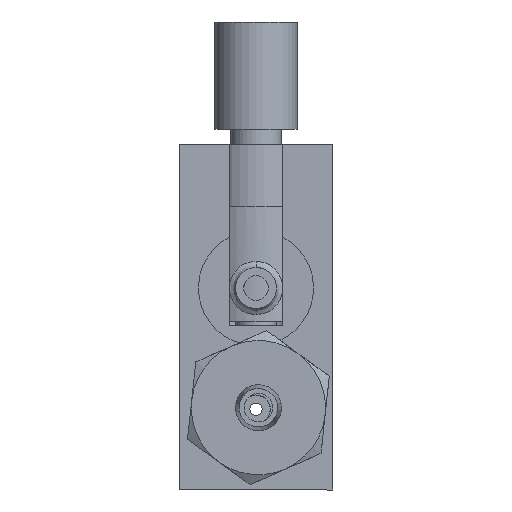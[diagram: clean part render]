
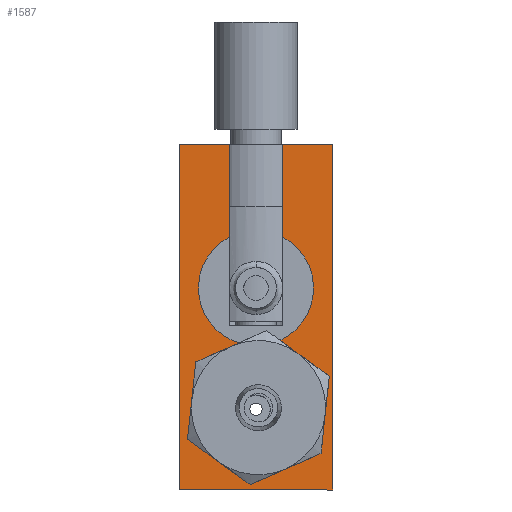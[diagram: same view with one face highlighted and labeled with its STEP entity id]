
A CAD part, front view. The second image highlights one B-rep face of the part: STEP entity #1587.
In plain terms, the highlighted planar face has unit normal (0, -1, 0).
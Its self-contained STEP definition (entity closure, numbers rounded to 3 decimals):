
#148=FACE_BOUND('',#323,.T.);
#179=PLANE('',#1744);
#220=FACE_OUTER_BOUND('',#322,.T.);
#322=EDGE_LOOP('',(#1119,#1120,#1121,#1122,#1123,#1124,#1125,#1126));
#323=EDGE_LOOP('',(#1127,#1128));
#445=LINE('',#2440,#515);
#447=LINE('',#2446,#517);
#451=LINE('',#2452,#521);
#454=LINE('',#2465,#524);
#455=LINE('',#2467,#525);
#457=LINE('',#2473,#527);
#458=LINE('',#2474,#528);
#515=VECTOR('',#1956,10.);
#517=VECTOR('',#1960,10.);
#521=VECTOR('',#1966,10.);
#524=VECTOR('',#1979,10.);
#525=VECTOR('',#1980,10.);
#527=VECTOR('',#1986,10.);
#528=VECTOR('',#1987,10.);
#588=CIRCLE('',#1745,4.763);
#589=CIRCLE('',#1746,4.216);
#590=CIRCLE('',#1747,4.216);
#685=VERTEX_POINT('',#2433);
#688=VERTEX_POINT('',#2438);
#690=VERTEX_POINT('',#2443);
#691=VERTEX_POINT('',#2445);
#697=VERTEX_POINT('',#2463);
#698=VERTEX_POINT('',#2466);
#699=VERTEX_POINT('',#2470);
#700=VERTEX_POINT('',#2471);
#701=VERTEX_POINT('',#2475);
#702=VERTEX_POINT('',#2476);
#854=EDGE_CURVE('',#688,#685,#445,.T.);
#856=EDGE_CURVE('',#691,#690,#447,.T.);
#860=EDGE_CURVE('',#690,#685,#451,.T.);
#866=EDGE_CURVE('',#697,#688,#454,.T.);
#867=EDGE_CURVE('',#691,#698,#455,.T.);
#869=EDGE_CURVE('',#699,#700,#588,.T.);
#870=EDGE_CURVE('',#700,#698,#457,.T.);
#871=EDGE_CURVE('',#697,#699,#458,.T.);
#872=EDGE_CURVE('',#701,#702,#589,.T.);
#873=EDGE_CURVE('',#702,#701,#590,.T.);
#1119=ORIENTED_EDGE('',*,*,#869,.T.);
#1120=ORIENTED_EDGE('',*,*,#870,.T.);
#1121=ORIENTED_EDGE('',*,*,#867,.F.);
#1122=ORIENTED_EDGE('',*,*,#856,.T.);
#1123=ORIENTED_EDGE('',*,*,#860,.T.);
#1124=ORIENTED_EDGE('',*,*,#854,.F.);
#1125=ORIENTED_EDGE('',*,*,#866,.F.);
#1126=ORIENTED_EDGE('',*,*,#871,.T.);
#1127=ORIENTED_EDGE('',*,*,#872,.T.);
#1128=ORIENTED_EDGE('',*,*,#873,.T.);
#1587=ADVANCED_FACE('',(#220,#148),#179,.T.);
#1744=AXIS2_PLACEMENT_3D('',#2469,#1982,#1983);
#1745=AXIS2_PLACEMENT_3D('',#2472,#1984,#1985);
#1746=AXIS2_PLACEMENT_3D('',#2477,#1988,#1989);
#1747=AXIS2_PLACEMENT_3D('',#2478,#1990,#1991);
#1956=DIRECTION('',(0.,0.,-1.));
#1960=DIRECTION('',(0.,0.,-1.));
#1966=DIRECTION('',(1.,0.,0.));
#1979=DIRECTION('',(1.,0.,0.));
#1980=DIRECTION('',(1.,0.,0.));
#1982=DIRECTION('center_axis',(0.,-1.,0.));
#1983=DIRECTION('ref_axis',(0.,0.,-1.));
#1984=DIRECTION('center_axis',(0.,1.,0.));
#1985=DIRECTION('ref_axis',(0.,0.,-1.));
#1986=DIRECTION('',(0.,0.,1.));
#1987=DIRECTION('',(0.,0.,-1.));
#1988=DIRECTION('center_axis',(0.,1.,0.));
#1989=DIRECTION('ref_axis',(-1.,0.,0.));
#1990=DIRECTION('center_axis',(0.,1.,0.));
#1991=DIRECTION('ref_axis',(-1.,0.,0.));
#2433=CARTESIAN_POINT('',(0.,0.,-28.575));
#2438=CARTESIAN_POINT('',(0.,0.,0.));
#2440=CARTESIAN_POINT('',(0.,0.,0.));
#2443=CARTESIAN_POINT('',(-12.7,0.,-28.575));
#2445=CARTESIAN_POINT('',(-12.7,0.,0.));
#2446=CARTESIAN_POINT('',(-12.7,0.,0.));
#2452=CARTESIAN_POINT('',(-12.7,0.,-28.575));
#2463=CARTESIAN_POINT('',(-4.128,0.,0.));
#2465=CARTESIAN_POINT('',(-4.128,0.,0.));
#2466=CARTESIAN_POINT('',(-8.573,0.,0.));
#2467=CARTESIAN_POINT('',(-12.7,0.,0.));
#2469=CARTESIAN_POINT('Origin',(0.,0.,
0.));
#2470=CARTESIAN_POINT('',(-4.128,0.,-7.65));
#2471=CARTESIAN_POINT('',(-8.573,0.,-7.65));
#2472=CARTESIAN_POINT('Origin',(-6.35,0.,-11.862));
#2473=CARTESIAN_POINT('',(-8.573,0.,-7.65));
#2474=CARTESIAN_POINT('',(-4.128,0.,0.));
#2475=CARTESIAN_POINT('',(-2.134,0.,-21.895));
#2476=CARTESIAN_POINT('',(-10.566,0.,-21.895));
#2477=CARTESIAN_POINT('Origin',(-6.35,0.,-21.895));
#2478=CARTESIAN_POINT('Origin',(-6.35,0.,-21.895));
